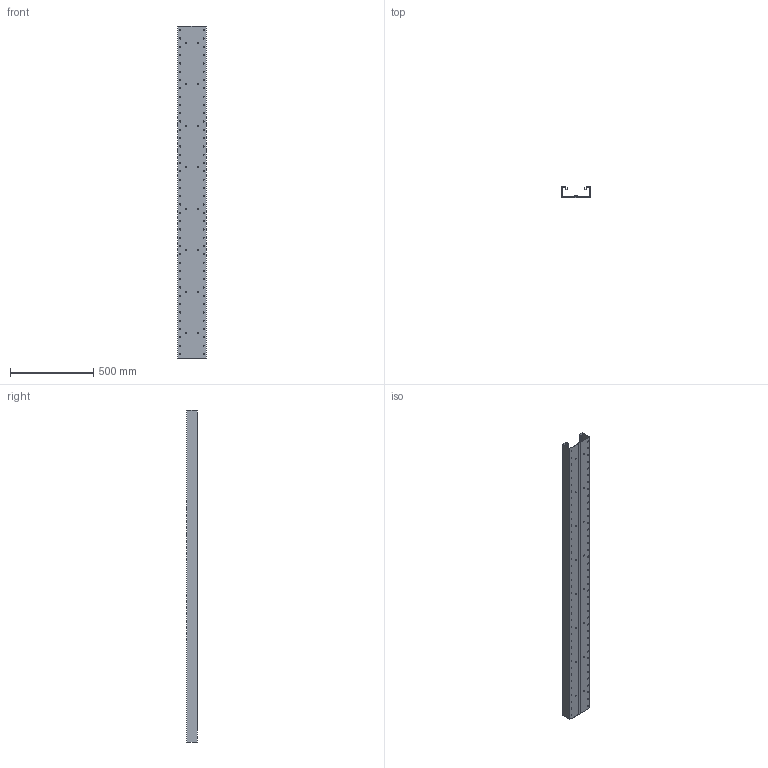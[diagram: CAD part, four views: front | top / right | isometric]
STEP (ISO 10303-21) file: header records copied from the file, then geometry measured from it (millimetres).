
FILE_DESCRIPTION((''),'2;1');
FILE_NAME('BRS651701BKUN','2022-09-15T10:27:58',('a.koch'),(''),'CREO PARAMETRIC BY PTC INC, 2022162','CREO PARAMETRIC BY PTC INC, 2022162','');
FILE_SCHEMA(('AUTOMOTIVE_DESIGN { 1 0 10303 214 1 1 1 1 }'));
Length unit declared in the file: millimetre
Products named in the file (1): BRS651701BKUN
Bounding box: 170 x 65.5 x 2000 mm (x, y, z)
Volume: 890277.1 mm3; surface area: 1731926.9 mm2
Topology: 1 solids, 1 shells, 870 faces, 2604 edges, 1736 vertices
Faces by surface type: plane 838, cylinder 32
Entity records: 29304 total; most frequent: CARTESIAN_POINT 5212, ORIENTED_EDGE 5208, DIRECTION 4408, EDGE_CURVE 2604, VECTOR 2540, LINE 2540, VERTEX_POINT 1736, EDGE_LOOP 1062
